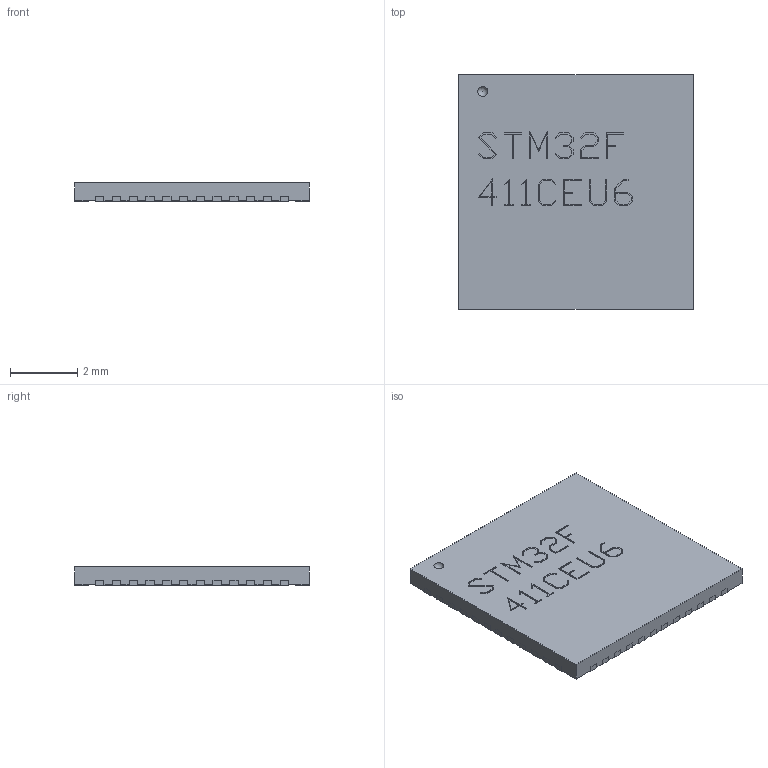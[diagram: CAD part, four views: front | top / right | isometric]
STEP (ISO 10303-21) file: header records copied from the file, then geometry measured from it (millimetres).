
FILE_DESCRIPTION(/* description */ ('STEP AP214'),/* implementation_level */ '2;1');
FILE_NAME(/* name */ 'UFQFPN48.stp',/* time_stamp */ '2021-01-23T15:51:55+03:00',/* author */ ('Andrei'),/* organization */ (''),/* preprocessor_version */ 'ST-DEVELOPER v18',/* originating_system */ 'Autodesk Inventor 2020',/* authorisation */ '');
FILE_SCHEMA (('AUTOMOTIVE_DESIGN { 1 0 10303 214 3 1 1 }'));
Length unit declared in the file: millimetre
Products named in the file (1): UFQFPN48
Bounding box: 7 x 7 x 0.55 mm (x, y, z)
Volume: 26.7 mm3; surface area: 198.3 mm2
Topology: 50 solids, 50 shells, 693 faces, 1734 edges, 1156 vertices
Faces by surface type: plane 593, cylinder 99, sphere 1
Entity records: 20748 total; most frequent: CARTESIAN_POINT 3583, ORIENTED_EDGE 3466, DIRECTION 3321, EDGE_CURVE 1733, LINE 1533, VECTOR 1533, VERTEX_POINT 1156, AXIS2_PLACEMENT_3D 894
